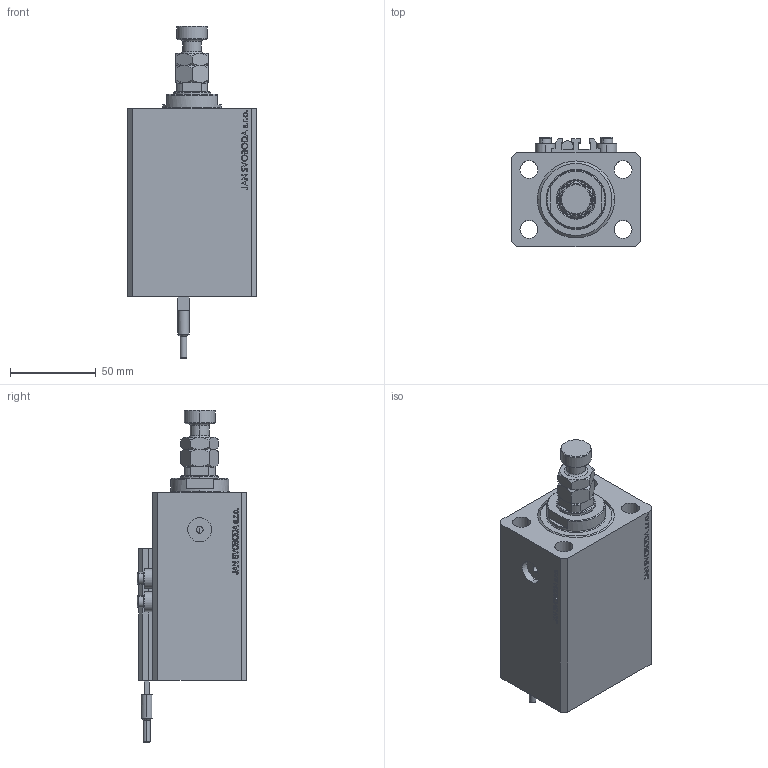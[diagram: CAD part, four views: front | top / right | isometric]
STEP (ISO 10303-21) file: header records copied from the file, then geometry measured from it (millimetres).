
FILE_DESCRIPTION (( 'STEP AP203' ), '1' );
FILE_NAME ('188c.STEP', '2024-10-18T10:11:29', ( '' ), ( '' ), 'SwSTEP 2.0', 'SolidWorks 2019', '' );
FILE_SCHEMA (( 'CONFIG_CONTROL_DESIGN' ));
Length unit declared in the file: millimetre
Products named in the file (7): V250CE_VC_C d8f6519e6704a982815dfc74da121ea6; 188c; ALLEN BOLT V250CE d8f6519e6704a982815dfc74da121ea6; V250CE_C_VCP d8f6519e6704a982815dfc74da121ea6; V250CE_C_Body d8f6519e6704a982815dfc74da121ea6; SWITCH_V250CE d8f6519e6704a982815dfc74da121ea6; MFA d8f6519e6704a982815dfc74da121ea6
Assembly tree (9 placements, depth 2):
  188c
    V250CE_C_Body d8f6519e6704a982815dfc74da121ea6
    ALLEN BOLT V250CE d8f6519e6704a982815dfc74da121ea6  x4
    V250CE_C_VCP d8f6519e6704a982815dfc74da121ea6
    V250CE_VC_C d8f6519e6704a982815dfc74da121ea6
    MFA d8f6519e6704a982815dfc74da121ea6
    SWITCH_V250CE d8f6519e6704a982815dfc74da121ea6
Bounding box: 75 x 64 x 194 mm (x, y, z)
Volume: 418301 mm3; surface area: 95680.1 mm2
Topology: 10 solids, 10 shells, 1116 faces, 2770 edges, 1795 vertices
Faces by surface type: plane 536, bspline 374, cylinder 98, cone 88, torus 20
Entity records: 49800 total; most frequent: CARTESIAN_POINT 26544, ORIENTED_EDGE 5230, DIRECTION 3393, EDGE_CURVE 2615, VERTEX_POINT 1711, LINE 1541, VECTOR 1541, EDGE_LOOP 1168
